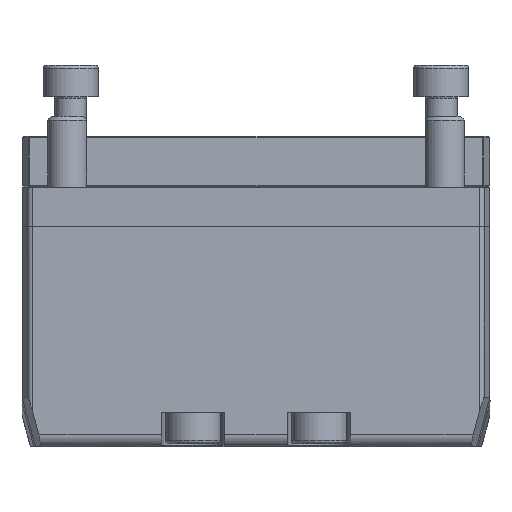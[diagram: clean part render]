
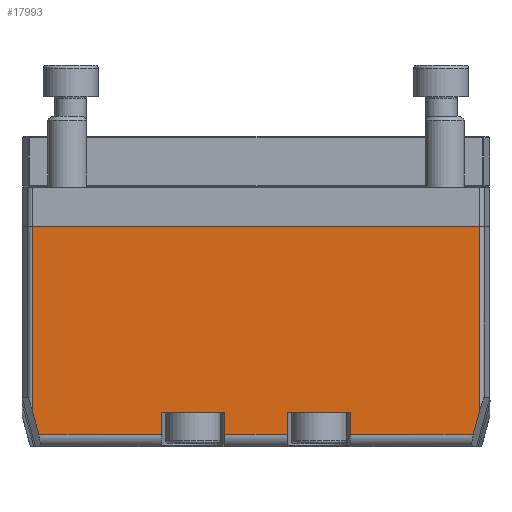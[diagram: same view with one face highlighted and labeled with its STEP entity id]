
A CAD part, front view. The second image highlights one B-rep face of the part: STEP entity #17993.
In plain terms, the highlighted planar face has unit normal (0, -1, 0).
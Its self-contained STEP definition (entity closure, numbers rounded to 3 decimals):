
#2157=LINE('',#27915,#4273);
#2182=LINE('',#28000,#4298);
#2209=LINE('',#28089,#4325);
#2215=LINE('',#28118,#4331);
#2231=LINE('',#28181,#4347);
#2232=LINE('',#28185,#4348);
#2233=LINE('',#28187,#4349);
#2234=LINE('',#28189,#4350);
#2235=LINE('',#28191,#4351);
#2236=LINE('',#28193,#4352);
#2237=LINE('',#28194,#4353);
#2238=LINE('',#28196,#4354);
#2239=LINE('',#28198,#4355);
#2240=LINE('',#28199,#4356);
#4273=VECTOR('',#22871,10.);
#4298=VECTOR('',#22930,10.);
#4325=VECTOR('',#22991,10.);
#4331=VECTOR('',#23007,10.);
#4347=VECTOR('',#23045,10.);
#4348=VECTOR('',#23048,10.);
#4349=VECTOR('',#23049,10.);
#4350=VECTOR('',#23050,10.);
#4351=VECTOR('',#23051,10.);
#4352=VECTOR('',#23052,10.);
#4353=VECTOR('',#23053,10.);
#4354=VECTOR('',#23054,10.);
#4355=VECTOR('',#23055,10.);
#4356=VECTOR('',#23056,10.);
#6166=FACE_OUTER_BOUND('',#7078,.T.);
#7078=EDGE_LOOP('',(#15811,#15812,#15813,#15814,#15815,#15816,#15817,#15818,
#15819,#15820,#15821,#15822,#15823,#15824));
#8841=VERTEX_POINT('',#27909);
#8842=VERTEX_POINT('',#27913);
#8867=VERTEX_POINT('',#27998);
#8894=VERTEX_POINT('',#28087);
#8899=VERTEX_POINT('',#28115);
#8912=VERTEX_POINT('',#28178);
#8913=VERTEX_POINT('',#28183);
#8914=VERTEX_POINT('',#28184);
#8915=VERTEX_POINT('',#28186);
#8916=VERTEX_POINT('',#28188);
#8917=VERTEX_POINT('',#28190);
#8918=VERTEX_POINT('',#28192);
#8919=VERTEX_POINT('',#28195);
#8920=VERTEX_POINT('',#28197);
#11160=EDGE_CURVE('',#8842,#8841,#2157,.T.);
#11195=EDGE_CURVE('',#8842,#8867,#2182,.T.);
#11232=EDGE_CURVE('',#8841,#8894,#2209,.T.);
#11241=EDGE_CURVE('',#8894,#8899,#2215,.T.);
#11263=EDGE_CURVE('',#8912,#8867,#2231,.T.);
#11264=EDGE_CURVE('',#8913,#8914,#2232,.T.);
#11265=EDGE_CURVE('',#8915,#8914,#2233,.T.);
#11266=EDGE_CURVE('',#8915,#8916,#2234,.T.);
#11267=EDGE_CURVE('',#8916,#8917,#2235,.T.);
#11268=EDGE_CURVE('',#8917,#8918,#2236,.T.);
#11269=EDGE_CURVE('',#8912,#8918,#2237,.T.);
#11270=EDGE_CURVE('',#8919,#8899,#2238,.T.);
#11271=EDGE_CURVE('',#8919,#8920,#2239,.T.);
#11272=EDGE_CURVE('',#8920,#8913,#2240,.T.);
#15811=ORIENTED_EDGE('',*,*,#11264,.T.);
#15812=ORIENTED_EDGE('',*,*,#11265,.F.);
#15813=ORIENTED_EDGE('',*,*,#11266,.T.);
#15814=ORIENTED_EDGE('',*,*,#11267,.T.);
#15815=ORIENTED_EDGE('',*,*,#11268,.T.);
#15816=ORIENTED_EDGE('',*,*,#11269,.F.);
#15817=ORIENTED_EDGE('',*,*,#11263,.T.);
#15818=ORIENTED_EDGE('',*,*,#11195,.F.);
#15819=ORIENTED_EDGE('',*,*,#11160,.T.);
#15820=ORIENTED_EDGE('',*,*,#11232,.T.);
#15821=ORIENTED_EDGE('',*,*,#11241,.T.);
#15822=ORIENTED_EDGE('',*,*,#11270,.F.);
#15823=ORIENTED_EDGE('',*,*,#11271,.T.);
#15824=ORIENTED_EDGE('',*,*,#11272,.T.);
#17160=PLANE('',#19059);
#17993=ADVANCED_FACE('',(#6166),#17160,.T.);
#19059=AXIS2_PLACEMENT_3D('',#28182,#23046,#23047);
#22871=DIRECTION('',(-1.,0.,0.));
#22930=DIRECTION('',(0.,0.,-1.));
#22991=DIRECTION('',(0.,0.,-1.));
#23007=DIRECTION('',(0.259,0.,-0.966));
#23045=DIRECTION('',(0.259,0.,0.966));
#23046=DIRECTION('center_axis',(0.,-1.,0.));
#23047=DIRECTION('ref_axis',(-1.,0.,0.));
#23048=DIRECTION('',(0.,0.,-1.));
#23049=DIRECTION('',(-1.,0.,0.));
#23050=DIRECTION('',(0.,0.,1.));
#23051=DIRECTION('',(1.,0.,0.));
#23052=DIRECTION('',(0.,0.,-1.));
#23053=DIRECTION('',(-1.,0.,0.));
#23054=DIRECTION('',(-1.,0.,0.));
#23055=DIRECTION('',(0.,0.,1.));
#23056=DIRECTION('',(1.,0.,0.));
#27909=CARTESIAN_POINT('',(-28.432,-29.75,-5.));
#27913=CARTESIAN_POINT('',(28.432,-29.75,-5.));
#27915=CARTESIAN_POINT('',(29.75,-29.75,-5.));
#27998=CARTESIAN_POINT('',(28.432,-29.75,-28.442));
#28000=CARTESIAN_POINT('',(28.432,-29.75,-5.));
#28087=CARTESIAN_POINT('',(-28.432,-29.75,-28.442));
#28089=CARTESIAN_POINT('',(-28.432,-29.75,-5.));
#28115=CARTESIAN_POINT('',(-27.613,-29.75,-31.5));
#28118=CARTESIAN_POINT('',(-32.21,-29.75,-14.341));
#28178=CARTESIAN_POINT('',(27.613,-29.75,-31.5));
#28181=CARTESIAN_POINT('',(34.115,-29.75,-7.233));
#28182=CARTESIAN_POINT('Origin',(28.432,-29.75,-5.));
#28183=CARTESIAN_POINT('',(-4.,-29.75,-28.6));
#28184=CARTESIAN_POINT('',(-4.,-29.75,-31.5));
#28185=CARTESIAN_POINT('',(-4.,-29.75,-19.));
#28186=CARTESIAN_POINT('',(4.,-29.75,-31.5));
#28187=CARTESIAN_POINT('',(14.216,-29.75,-31.5));
#28188=CARTESIAN_POINT('',(4.,-29.75,-28.6));
#28189=CARTESIAN_POINT('',(4.,-29.75,-19.));
#28190=CARTESIAN_POINT('',(12.,-29.75,-28.6));
#28191=CARTESIAN_POINT('',(14.216,-29.75,-28.6));
#28192=CARTESIAN_POINT('',(12.,-29.75,-31.5));
#28193=CARTESIAN_POINT('',(12.,-29.75,-19.));
#28194=CARTESIAN_POINT('',(14.216,-29.75,-31.5));
#28195=CARTESIAN_POINT('',(-12.,-29.75,-31.5));
#28196=CARTESIAN_POINT('',(14.216,-29.75,-31.5));
#28197=CARTESIAN_POINT('',(-12.,-29.75,-28.6));
#28198=CARTESIAN_POINT('',(-12.,-29.75,-19.));
#28199=CARTESIAN_POINT('',(14.216,-29.75,-28.6));
